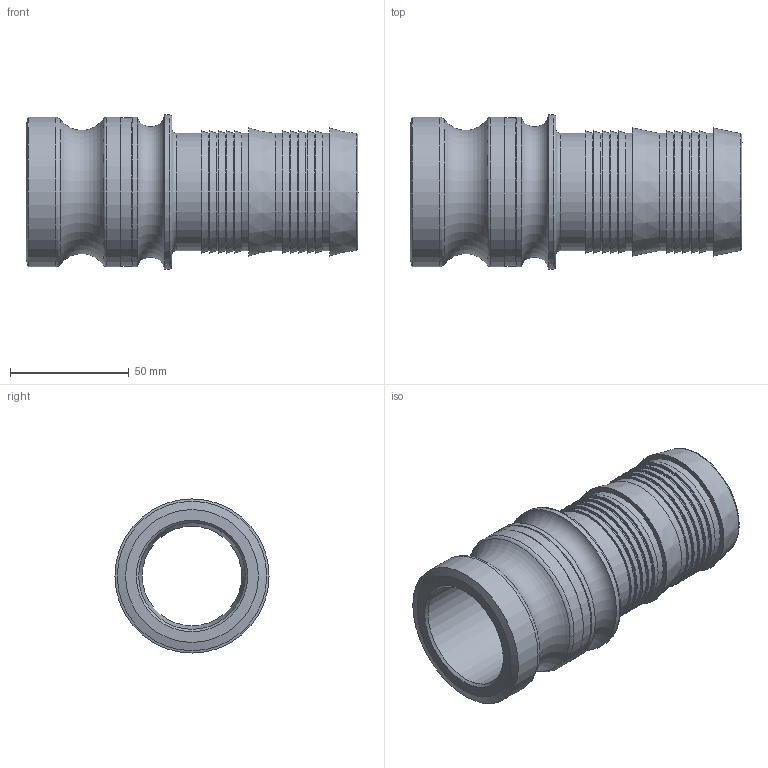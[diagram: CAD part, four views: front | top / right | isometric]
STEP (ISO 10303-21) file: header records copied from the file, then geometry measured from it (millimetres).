
FILE_DESCRIPTION(/* description */ ('MÖRTELSCHLAUCHSTECKER'),/* implementation_level */ '2;1');
FILE_NAME(/* name */ 'vst_50_n.stp',/* time_stamp */ '2020-04-16T07:16:27+02:00',/* author */ ('ertl'),/* organization */ (''),/* preprocessor_version */ 'ST-DEVELOPER v17',/* originating_system */ 'Autodesk Inventor 2018',/* authorisation */ '123221,74 mm^3');
FILE_SCHEMA (('AUTOMOTIVE_DESIGN { 1 0 10303 214 3 1 1 }'));
Length unit declared in the file: millimetre
Products named in the file (1): ENG-009954
Bounding box: 140 x 65 x 65 mm (x, y, z)
Volume: 123206 mm3; surface area: 50089.6 mm2
Topology: 1 solids, 1 shells, 58 faces, 165 edges, 122 vertices
Faces by surface type: cylinder 19, cone 17, plane 15, torus 7
Full cylindrical faces by diameter (mm): 42 x1, 45 x1, 49.5 x12, 62.5 x1, 63 x3, 65 x1
Entity records: 2134 total; most frequent: DIRECTION 412, CARTESIAN_POINT 346, ORIENTED_EDGE 330, AXIS2_PLACEMENT_3D 188, EDGE_CURVE 165, CIRCLE 129, VERTEX_POINT 122, EDGE_LOOP 73
